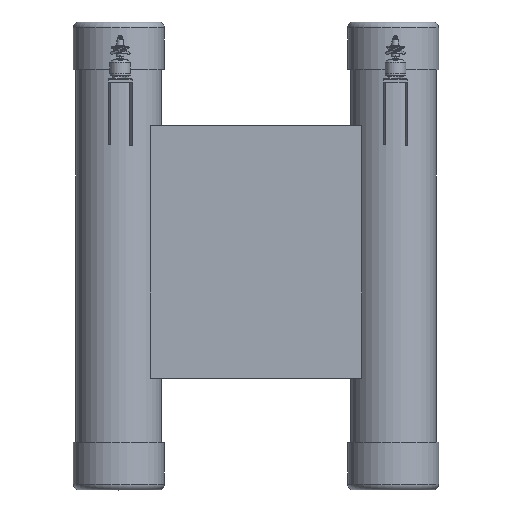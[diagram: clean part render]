
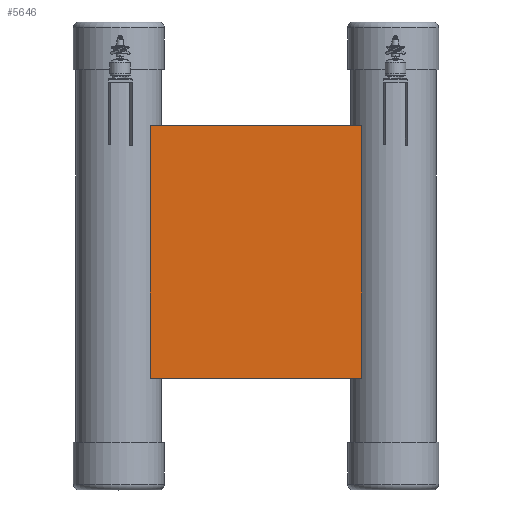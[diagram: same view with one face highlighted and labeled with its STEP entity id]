
A CAD part, top view. The second image highlights one B-rep face of the part: STEP entity #5646.
In plain terms, the highlighted planar face has unit normal (0, 0, 1).
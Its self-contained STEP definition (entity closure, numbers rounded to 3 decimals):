
#893=PLANE('',#6253);
#1205=FACE_OUTER_BOUND('',#1577,.T.);
#1577=EDGE_LOOP('',(#5147,#5148,#5149,#5150));
#2140=LINE('',#40666,#2398);
#2143=LINE('',#40671,#2401);
#2144=LINE('',#40675,#2402);
#2145=LINE('',#40676,#2403);
#2398=VECTOR('',#7673,10.);
#2401=VECTOR('',#7678,10.);
#2402=VECTOR('',#7683,10.);
#2403=VECTOR('',#7684,10.);
#2890=VERTEX_POINT('',#40663);
#2891=VERTEX_POINT('',#40665);
#2892=VERTEX_POINT('',#40669);
#2893=VERTEX_POINT('',#40674);
#3646=EDGE_CURVE('',#2890,#2891,#2140,.T.);
#3649=EDGE_CURVE('',#2892,#2890,#2143,.T.);
#3650=EDGE_CURVE('',#2893,#2892,#2144,.T.);
#3651=EDGE_CURVE('',#2893,#2891,#2145,.T.);
#5147=ORIENTED_EDGE('',*,*,#3650,.F.);
#5148=ORIENTED_EDGE('',*,*,#3651,.T.);
#5149=ORIENTED_EDGE('',*,*,#3646,.F.);
#5150=ORIENTED_EDGE('',*,*,#3649,.F.);
#5646=ADVANCED_FACE('',(#1205),#893,.T.);
#6253=AXIS2_PLACEMENT_3D('',#40673,#7681,#7682);
#7673=DIRECTION('',(-1.,0.,0.));
#7678=DIRECTION('',(0.,-1.,0.));
#7681=DIRECTION('center_axis',(0.,0.,1.));
#7682=DIRECTION('ref_axis',(-1.,0.,0.));
#7683=DIRECTION('',(1.,0.,0.));
#7684=DIRECTION('',(0.,-1.,0.));
#40663=CARTESIAN_POINT('',(404.,140.,40.));
#40665=CARTESIAN_POINT('',(120.,140.,40.));
#40666=CARTESIAN_POINT('',(120.,140.,40.));
#40669=CARTESIAN_POINT('',(404.,480.,40.));
#40671=CARTESIAN_POINT('',(404.,480.,40.));
#40673=CARTESIAN_POINT('Origin',(404.,480.,40.));
#40674=CARTESIAN_POINT('',(120.,480.,40.));
#40675=CARTESIAN_POINT('',(120.,480.,40.));
#40676=CARTESIAN_POINT('',(120.,480.,40.));
